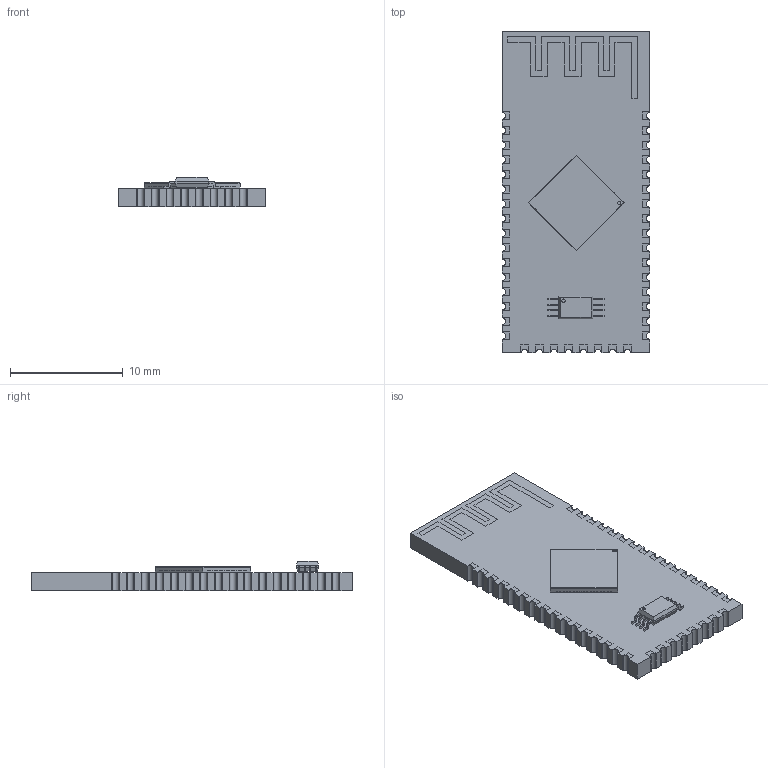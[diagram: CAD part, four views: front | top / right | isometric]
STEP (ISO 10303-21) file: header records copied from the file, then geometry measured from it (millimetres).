
FILE_DESCRIPTION(/* description */ (''),/* implementation_level */ '2;1');
FILE_NAME(/* name */ 'TS3008.step',/* time_stamp */ '2024-10-04T15:28:44+03:00',/* author */ (''),/* organization */ (''),/* preprocessor_version */ 'ST-DEVELOPER v20',/* originating_system */ 'Autodesk Translation Framework v13.20.0.188',/* authorisation */ '');
FILE_SCHEMA (('AUTOMOTIVE_DESIGN { 1 0 10303 214 3 1 1 }'));
Length unit declared in the file: millimetre
Products named in the file (5): Untitled; QFN50P1000X900X50-68N; Model; SOP40P400X100-8N; Model_1
Assembly tree (4 placements, depth 3):
  Untitled
    QFN50P1000X900X50-68N
      Model
    SOP40P400X100-8N
      Model_1
Bounding box: 13.1 x 28.5 x 2.6 mm (x, y, z)
Volume: 609.6 mm3; surface area: 1319.1 mm2
Topology: 120 solids, 120 shells, 1233 faces, 2958 edges, 1968 vertices
Faces by surface type: plane 1091, cylinder 142
Full cylindrical faces by diameter (mm): 0.3 x2
Entity records: 35321 total; most frequent: CARTESIAN_POINT 6169, ORIENTED_EDGE 5916, DIRECTION 5728, EDGE_CURVE 2958, LINE 2674, VECTOR 2674, VERTEX_POINT 1968, AXIS2_PLACEMENT_3D 1527
